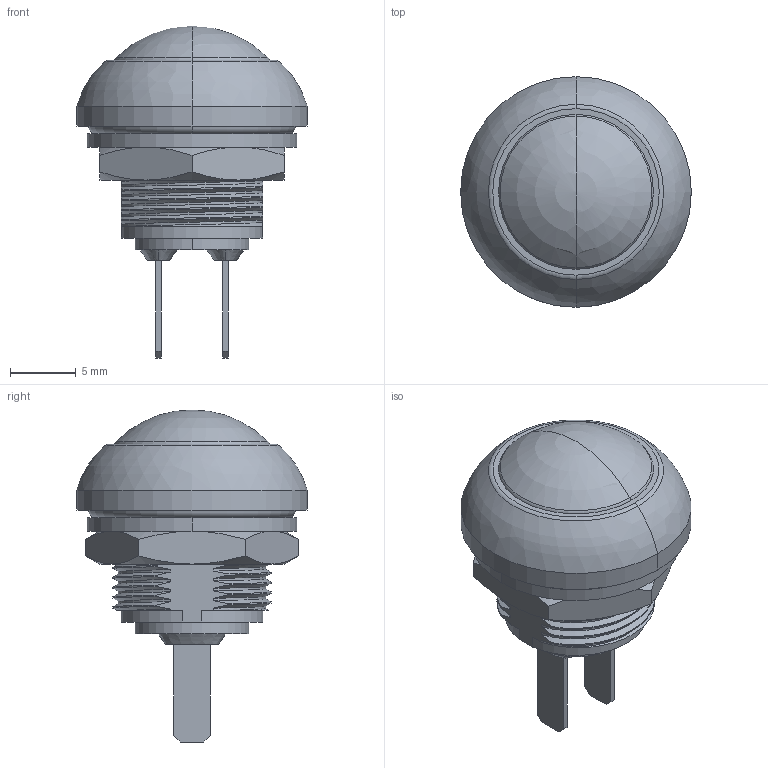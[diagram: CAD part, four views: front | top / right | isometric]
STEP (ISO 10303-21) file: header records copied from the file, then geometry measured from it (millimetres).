
FILE_DESCRIPTION((''),'2;1');
FILE_NAME('C-1-2329360-1','2018-03-03T',('workeradm'),('TE Connectivity Ltd.'),'CREO PARAMETRIC BY PTC INC, 2016050','CREO PARAMETRIC BY PTC INC, 2016050','');
FILE_SCHEMA(('AUTOMOTIVE_DESIGN { 1 0 10303 214 1 1 1 1 }'));
Length unit declared in the file: millimetre
Products named in the file (1): C-1-2329360-1
Bounding box: 17.5 x 17.5 x 25.19 mm (x, y, z)
Volume: 2449.6 mm3; surface area: 1298 mm2
Topology: 1 solids, 1 shells, 110 faces, 279 edges, 179 vertices
Faces by surface type: bspline 38, plane 33, cylinder 19, cone 12, torus 6, sphere 2
Entity records: 11885 total; most frequent: CARTESIAN_POINT 9376, ORIENTED_EDGE 554, DIRECTION 353, EDGE_CURVE 277, VERTEX_POINT 179, COLOUR_RGB 126, AXIS2_PLACEMENT_3D 124, EDGE_LOOP 120
